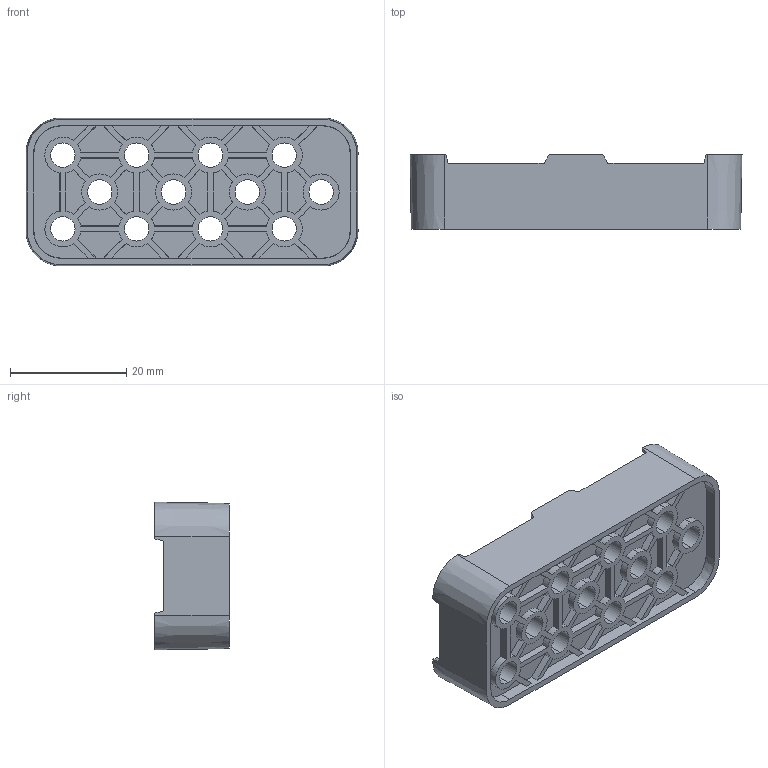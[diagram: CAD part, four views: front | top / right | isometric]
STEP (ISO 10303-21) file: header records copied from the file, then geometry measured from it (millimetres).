
FILE_DESCRIPTION (( 'STEP AP203' ), '1' );
FILE_NAME ('228-2500-159.STEP', '2015-04-27T18:51:26', ( '' ), ( '' ), 'SwSTEP 2.0', 'SolidWorks 2014', '' );
FILE_SCHEMA (( 'CONFIG_CONTROL_DESIGN' ));
Length unit declared in the file: millimetre
Products named in the file (1): 228-2500-159
Bounding box: 57.15 x 12.8 x 25.45 mm (x, y, z)
Volume: 4495.8 mm3; surface area: 7438.5 mm2
Topology: 1 solids, 1 shells, 317 faces, 859 edges, 570 vertices
Faces by surface type: plane 186, cylinder 119, cone 12
Entity records: 10144 total; most frequent: CARTESIAN_POINT 2143, ORIENTED_EDGE 1718, DIRECTION 1625, EDGE_CURVE 859, AXIS2_PLACEMENT_3D 580, VERTEX_POINT 570, LINE 465, VECTOR 465
